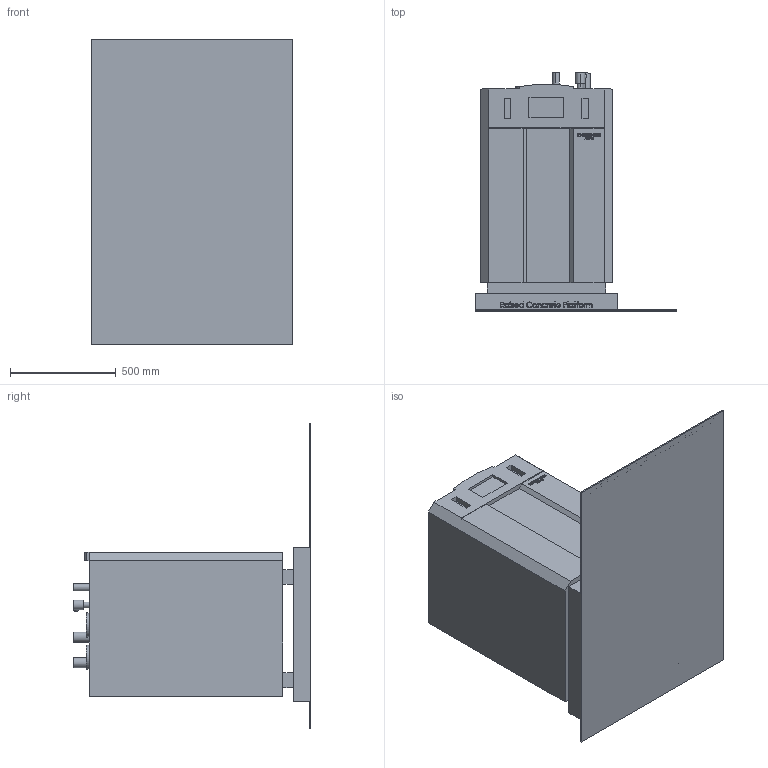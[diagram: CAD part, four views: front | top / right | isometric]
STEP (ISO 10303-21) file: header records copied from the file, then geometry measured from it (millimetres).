
FILE_DESCRIPTION (( 'STEP AP203' ), '1' );
FILE_NAME ('NeoTherm 285.STEP', '2018-07-31T14:40:40', ( '' ), ( '' ), 'SwSTEP 2.0', 'SolidWorks 2017', '' );
FILE_SCHEMA (( 'CONFIG_CONTROL_DESIGN' ));
Length unit declared in the file: inch
Products named in the file (1): NeoTherm 285
Bounding box: 952.5 x 1123.95 x 1441.45 mm (x, y, z)
Volume: 432846341.6 mm3; surface area: 6277436.4 mm2
Topology: 5 solids, 5 shells, 1050 faces, 2801 edges, 1866 vertices
Faces by surface type: plane 565, bspline 465, cylinder 20
Entity records: 52484 total; most frequent: CARTESIAN_POINT 29355, ORIENTED_EDGE 5602, DIRECTION 3079, EDGE_CURVE 2801, VERTEX_POINT 1866, LINE 1831, VECTOR 1831, EDGE_LOOP 1167
